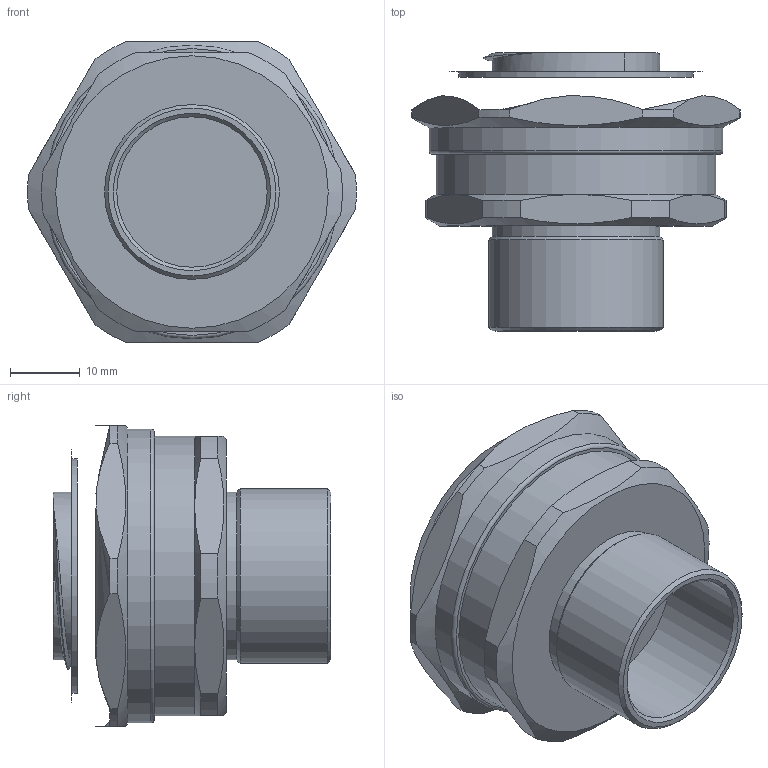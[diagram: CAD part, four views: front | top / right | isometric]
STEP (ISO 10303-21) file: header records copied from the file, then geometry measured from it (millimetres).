
FILE_DESCRIPTION(/* description */ ('','CAx-IF Rec.Pracs.---Representation and Presentation of Product Manufacturing Information (PMI)---4.0---2014-10-13'),/* implementation_level */ '2;1');
FILE_NAME(/* name */ 'ЗЭТАРУС МВН-М25-МР25.stp',/* time_stamp */ '2022-06-16T10:31:36+07:00',/* author */ ('zeta-09'),/* organization */ (''),/* preprocessor_version */ 'ST-DEVELOPER v18.1',/* originating_system */ 'Autodesk Inventor 2021',/* authorisation */ '');
FILE_SCHEMA (('AP242_MANAGED_MODEL_BASED_3D_ENGINEERING_MIM_LF { 1 0 10303 442 1 1 4 }'));
Length unit declared in the file: millimetre
Products named in the file (1): МВН-М25-МР25
Bounding box: 46.98 x 39.73 x 43 mm (x, y, z)
Volume: 31626.9 mm3; surface area: 9781.5 mm2
Topology: 1 solids, 3 shells, 61 faces, 144 edges, 93 vertices
Faces by surface type: plane 22, cylinder 22, cone 13, bspline 2, torus 2
Full cylindrical faces by diameter (mm): 21.5 x1, 22.4 x1, 24 x1, 25 x1, 33.5 x1, 40 x1, 42 x1
Entity records: 2597 total; most frequent: CARTESIAN_POINT 1058, DIRECTION 316, ORIENTED_EDGE 286, EDGE_CURVE 144, AXIS2_PLACEMENT_3D 139, VERTEX_POINT 93, EDGE_LOOP 67, CIRCLE 66
